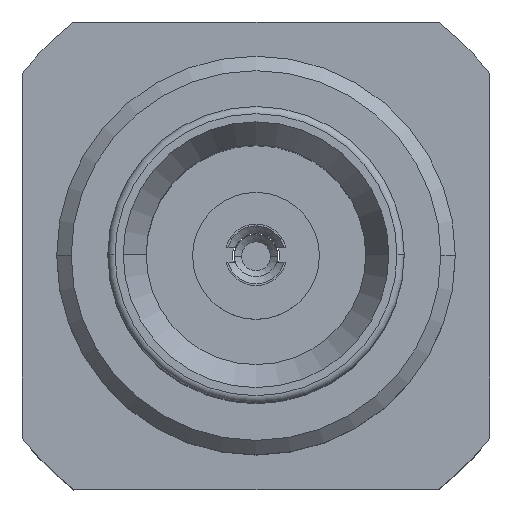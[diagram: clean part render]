
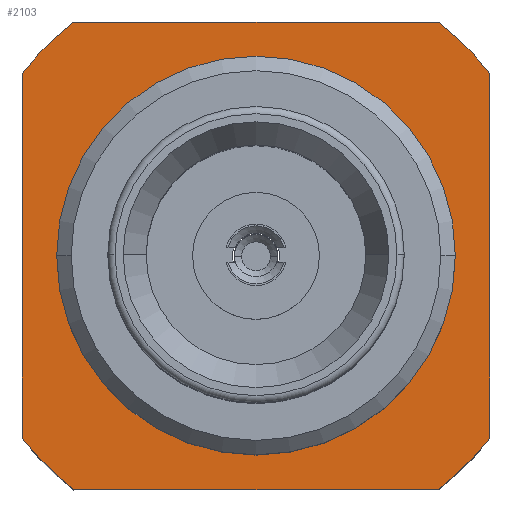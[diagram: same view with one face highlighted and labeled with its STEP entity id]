
A CAD part, top view. The second image highlights one B-rep face of the part: STEP entity #2103.
In plain terms, the highlighted planar face has unit normal (0, 0, 1).
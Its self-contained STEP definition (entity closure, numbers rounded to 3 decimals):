
#40 = EDGE_CURVE ( 'NONE', #2481, #2646, #307, .T. ) ;
#54 = AXIS2_PLACEMENT_3D ( 'NONE', #2570, #1916, #1511 ) ;
#88 = ORIENTED_EDGE ( 'NONE', *, *, #1414, .T. ) ;
#132 = DIRECTION ( 'NONE',  ( 0., -1., 0. ) ) ;
#162 = CARTESIAN_POINT ( 'NONE',  ( 3.225, 2.75, 4.2 ) ) ;
#182 = CIRCLE ( 'NONE', #514, 4.09 ) ;
#188 = CIRCLE ( 'NONE', #54, 4.09 ) ;
#190 = CARTESIAN_POINT ( 'NONE',  ( 3.225, 2.515, 4.2 ) ) ;
#204 = EDGE_CURVE ( 'NONE', #1201, #1222, #182, .T. ) ;
#248 = ORIENTED_EDGE ( 'NONE', *, *, #1123, .F. ) ;
#283 = DIRECTION ( 'NONE',  ( 0., 0., -1. ) ) ;
#307 = CIRCLE ( 'NONE', #1730, 2.75 ) ;
#310 = AXIS2_PLACEMENT_3D ( 'NONE', #2264, #1069, #859 ) ;
#349 = CIRCLE ( 'NONE', #1943, 2.75 ) ;
#430 = FACE_OUTER_BOUND ( 'NONE', #2200, .T. ) ;
#503 = CARTESIAN_POINT ( 'NONE',  ( 0., 0., 4.2 ) ) ;
#514 = AXIS2_PLACEMENT_3D ( 'NONE', #503, #283, #1316 ) ;
#526 = AXIS2_PLACEMENT_3D ( 'NONE', #1681, #2534, #1729 ) ;
#603 = LINE ( 'NONE', #984, #2598 ) ;
#608 = CARTESIAN_POINT ( 'NONE',  ( -3.225, -2.515, 4.2 ) ) ;
#628 = EDGE_CURVE ( 'NONE', #797, #1628, #188, .T. ) ;
#645 = DIRECTION ( 'NONE',  ( 0., 0., -1. ) ) ;
#675 = EDGE_CURVE ( 'NONE', #1607, #797, #1795, .T. ) ;
#752 = ORIENTED_EDGE ( 'NONE', *, *, #628, .F. ) ;
#774 = CARTESIAN_POINT ( 'NONE',  ( 0., -3.225, 4.2 ) ) ;
#797 = VERTEX_POINT ( 'NONE', #1491 ) ;
#859 = DIRECTION ( 'NONE',  ( -1., 0., 0. ) ) ;
#889 = FACE_BOUND ( 'NONE', #2081, .T. ) ;
#905 = CARTESIAN_POINT ( 'NONE',  ( -2.75, 0., 4.2 ) ) ;
#924 = EDGE_CURVE ( 'NONE', #1579, #1607, #1616, .T. ) ;
#973 = DIRECTION ( 'NONE',  ( 0., 1., 0. ) ) ;
#984 = CARTESIAN_POINT ( 'NONE',  ( 0., 3.225, 4.2 ) ) ;
#991 = CARTESIAN_POINT ( 'NONE',  ( -3.225, 2.515, 4.2 ) ) ;
#1069 = DIRECTION ( 'NONE',  ( 0., 0., -1. ) ) ;
#1096 = CARTESIAN_POINT ( 'NONE',  ( 0., 0., 4.2 ) ) ;
#1117 = VERTEX_POINT ( 'NONE', #2186 ) ;
#1123 = EDGE_CURVE ( 'NONE', #1222, #1579, #1164, .T. ) ;
#1164 = LINE ( 'NONE', #162, #1954 ) ;
#1195 = VERTEX_POINT ( 'NONE', #991 ) ;
#1201 = VERTEX_POINT ( 'NONE', #2643 ) ;
#1222 = VERTEX_POINT ( 'NONE', #190 ) ;
#1253 = DIRECTION ( 'NONE',  ( 1., 0., 0. ) ) ;
#1293 = DIRECTION ( 'NONE',  ( -1., 0., 0. ) ) ;
#1302 = CARTESIAN_POINT ( 'NONE',  ( 0., 0., 4.2 ) ) ;
#1316 = DIRECTION ( 'NONE',  ( -1., 0., 0. ) ) ;
#1332 = ORIENTED_EDGE ( 'NONE', *, *, #1946, .F. ) ;
#1342 = ORIENTED_EDGE ( 'NONE', *, *, #1664, .F. ) ;
#1398 = AXIS2_PLACEMENT_3D ( 'NONE', #1302, #645, #1293 ) ;
#1403 = LINE ( 'NONE', #1547, #2125 ) ;
#1414 = EDGE_CURVE ( 'NONE', #2646, #2481, #349, .T. ) ;
#1433 = ORIENTED_EDGE ( 'NONE', *, *, #924, .F. ) ;
#1491 = CARTESIAN_POINT ( 'NONE',  ( -2.515, -3.225, 4.2 ) ) ;
#1511 = DIRECTION ( 'NONE',  ( -1., 0., 0. ) ) ;
#1547 = CARTESIAN_POINT ( 'NONE',  ( -3.225, 2.75, 4.2 ) ) ;
#1579 = VERTEX_POINT ( 'NONE', #2062 ) ;
#1596 = DIRECTION ( 'NONE',  ( -1., 0., 0. ) ) ;
#1607 = VERTEX_POINT ( 'NONE', #2032 ) ;
#1616 = CIRCLE ( 'NONE', #310, 4.09 ) ;
#1628 = VERTEX_POINT ( 'NONE', #608 ) ;
#1664 = EDGE_CURVE ( 'NONE', #1195, #1117, #2297, .T. ) ;
#1681 = CARTESIAN_POINT ( 'NONE',  ( 0., 2.75, 4.2 ) ) ;
#1707 = DIRECTION ( 'NONE',  ( -1., 0., 0. ) ) ;
#1718 = PLANE ( 'NONE',  #526 ) ;
#1729 = DIRECTION ( 'NONE',  ( 1., 0., 0. ) ) ;
#1730 = AXIS2_PLACEMENT_3D ( 'NONE', #1096, #2031, #1707 ) ;
#1795 = LINE ( 'NONE', #774, #2344 ) ;
#1803 = DIRECTION ( 'NONE',  ( 0., 0., -1. ) ) ;
#1839 = EDGE_CURVE ( 'NONE', #1628, #1195, #1403, .T. ) ;
#1916 = DIRECTION ( 'NONE',  ( 0., 0., -1. ) ) ;
#1943 = AXIS2_PLACEMENT_3D ( 'NONE', #1989, #1803, #2181 ) ;
#1946 = EDGE_CURVE ( 'NONE', #1117, #1201, #603, .T. ) ;
#1954 = VECTOR ( 'NONE', #132, 1000. ) ;
#1966 = CARTESIAN_POINT ( 'NONE',  ( 2.75, 0., 4.2 ) ) ;
#1989 = CARTESIAN_POINT ( 'NONE',  ( 0., 0., 4.2 ) ) ;
#2031 = DIRECTION ( 'NONE',  ( 0., 0., -1. ) ) ;
#2032 = CARTESIAN_POINT ( 'NONE',  ( 2.515, -3.225, 4.2 ) ) ;
#2062 = CARTESIAN_POINT ( 'NONE',  ( 3.225, -2.515, 4.2 ) ) ;
#2069 = ORIENTED_EDGE ( 'NONE', *, *, #675, .F. ) ;
#2081 = EDGE_LOOP ( 'NONE', ( #2139, #88 ) ) ;
#2103 = ADVANCED_FACE ( 'NONE', ( #430, #889 ), #1718, .T. ) ;
#2125 = VECTOR ( 'NONE', #973, 1000. ) ;
#2139 = ORIENTED_EDGE ( 'NONE', *, *, #40, .T. ) ;
#2181 = DIRECTION ( 'NONE',  ( -1., 0., 0. ) ) ;
#2186 = CARTESIAN_POINT ( 'NONE',  ( -2.515, 3.225, 4.2 ) ) ;
#2200 = EDGE_LOOP ( 'NONE', ( #2442, #752, #2069, #1433, #248, #2313, #1332, #1342 ) ) ;
#2264 = CARTESIAN_POINT ( 'NONE',  ( 0., 0., 4.2 ) ) ;
#2297 = CIRCLE ( 'NONE', #1398, 4.09 ) ;
#2313 = ORIENTED_EDGE ( 'NONE', *, *, #204, .F. ) ;
#2344 = VECTOR ( 'NONE', #1596, 1000. ) ;
#2442 = ORIENTED_EDGE ( 'NONE', *, *, #1839, .F. ) ;
#2481 = VERTEX_POINT ( 'NONE', #905 ) ;
#2534 = DIRECTION ( 'NONE',  ( 0., 0., 1. ) ) ;
#2570 = CARTESIAN_POINT ( 'NONE',  ( 0., 0., 4.2 ) ) ;
#2598 = VECTOR ( 'NONE', #1253, 1000. ) ;
#2643 = CARTESIAN_POINT ( 'NONE',  ( 2.515, 3.225, 4.2 ) ) ;
#2646 = VERTEX_POINT ( 'NONE', #1966 ) ;
